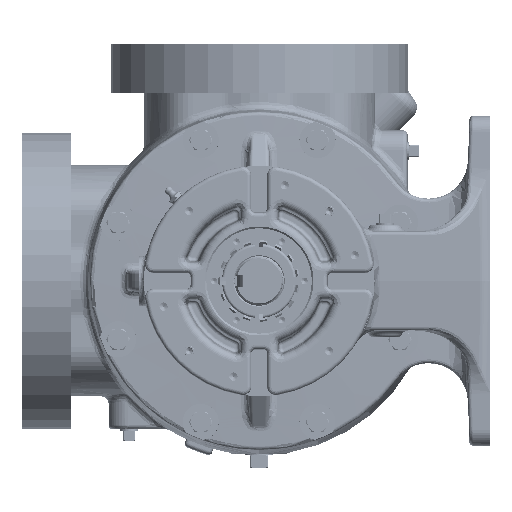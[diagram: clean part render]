
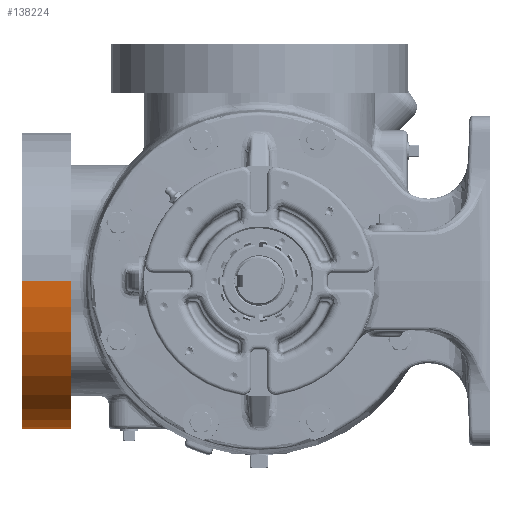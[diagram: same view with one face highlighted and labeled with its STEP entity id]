
A CAD part, left-side view. The second image highlights one B-rep face of the part: STEP entity #138224.
In plain terms, the highlighted cylindrical face has radius 114.3 mm (diameter 228.6 mm), a partial arc.
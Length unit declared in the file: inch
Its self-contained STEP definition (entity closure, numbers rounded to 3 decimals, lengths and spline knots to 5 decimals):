
#1498 = ORIENTED_EDGE ( 'NONE', *, *, #120062, .T. ) ;
#6272 = CARTESIAN_POINT ( 'NONE',  ( 0.013, 5.6875, 0. ) ) ;
#16463 = AXIS2_PLACEMENT_3D ( 'NONE', #294729, #46613, #132774 ) ;
#37465 = VERTEX_POINT ( 'NONE', #180092 ) ;
#46613 = DIRECTION ( 'NONE',  ( 0., -1., 0. ) ) ;
#57577 = CARTESIAN_POINT ( 'NONE',  ( 9.013, 5.33867, 0. ) ) ;
#78416 = CIRCLE ( 'NONE', #16463, 4.5 ) ;
#80931 = VECTOR ( 'NONE', #82195, 39.37008 ) ;
#82195 = DIRECTION ( 'NONE',  ( 0., -1., 0. ) ) ;
#94314 = LINE ( 'NONE', #309229, #176503 ) ;
#104859 = VERTEX_POINT ( 'NONE', #318560 ) ;
#107998 = ORIENTED_EDGE ( 'NONE', *, *, #171170, .F. ) ;
#108612 = LINE ( 'NONE', #57577, #80931 ) ;
#119756 = AXIS2_PLACEMENT_3D ( 'NONE', #223921, #144895, #225660 ) ;
#120062 = EDGE_CURVE ( 'NONE', #37465, #280509, #186929, .T. ) ;
#122993 = ORIENTED_EDGE ( 'NONE', *, *, #165215, .T. ) ;
#132774 = DIRECTION ( 'NONE',  ( -1., 0., 0. ) ) ;
#138224 = ADVANCED_FACE ( 'NONE', ( #307724 ), #145758, .T. ) ;
#144895 = DIRECTION ( 'NONE',  ( 0., -1., 0. ) ) ;
#145758 = CYLINDRICAL_SURFACE ( 'NONE', #334423, 4.5 ) ;
#148980 = DIRECTION ( 'NONE',  ( 0., -1., 0. ) ) ;
#165215 = EDGE_CURVE ( 'NONE', #280509, #104859, #108612, .T. ) ;
#168107 = ORIENTED_EDGE ( 'NONE', *, *, #237539, .F. ) ;
#171170 = EDGE_CURVE ( 'NONE', #344821, #104859, #78416, .T. ) ;
#174603 = CARTESIAN_POINT ( 'NONE',  ( 9.013, 7.1875, 0. ) ) ;
#176503 = VECTOR ( 'NONE', #148980, 39.37008 ) ;
#180092 = CARTESIAN_POINT ( 'NONE',  ( 0.013, 7.1875, 0. ) ) ;
#186929 = CIRCLE ( 'NONE', #119756, 4.5 ) ;
#203529 = DIRECTION ( 'NONE',  ( -1., 0., 0. ) ) ;
#223921 = CARTESIAN_POINT ( 'NONE',  ( 4.513, 7.1875, 0. ) ) ;
#225660 = DIRECTION ( 'NONE',  ( -1., 0., 0. ) ) ;
#231768 = DIRECTION ( 'NONE',  ( 0., -1., 0. ) ) ;
#237539 = EDGE_CURVE ( 'NONE', #37465, #344821, #94314, .T. ) ;
#262236 = EDGE_LOOP ( 'NONE', ( #1498, #122993, #107998, #168107 ) ) ;
#280509 = VERTEX_POINT ( 'NONE', #174603 ) ;
#286469 = CARTESIAN_POINT ( 'NONE',  ( 4.513, 5.33867, 0. ) ) ;
#294729 = CARTESIAN_POINT ( 'NONE',  ( 4.513, 5.6875, 0. ) ) ;
#307724 = FACE_OUTER_BOUND ( 'NONE', #262236, .T. ) ;
#309229 = CARTESIAN_POINT ( 'NONE',  ( 0.013, 5.33867, 0. ) ) ;
#318560 = CARTESIAN_POINT ( 'NONE',  ( 9.013, 5.6875, 0. ) ) ;
#334423 = AXIS2_PLACEMENT_3D ( 'NONE', #286469, #231768, #203529 ) ;
#344821 = VERTEX_POINT ( 'NONE', #6272 ) ;
